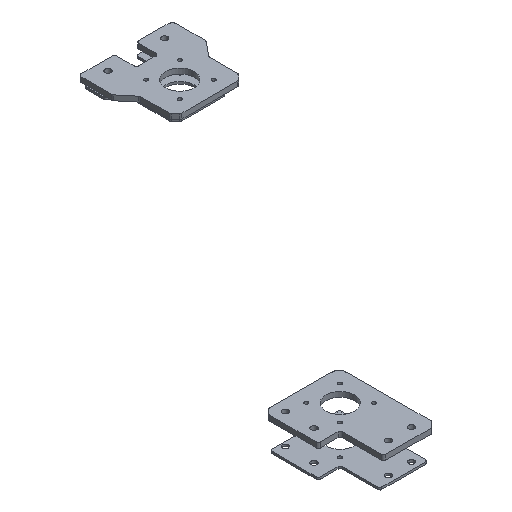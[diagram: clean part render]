
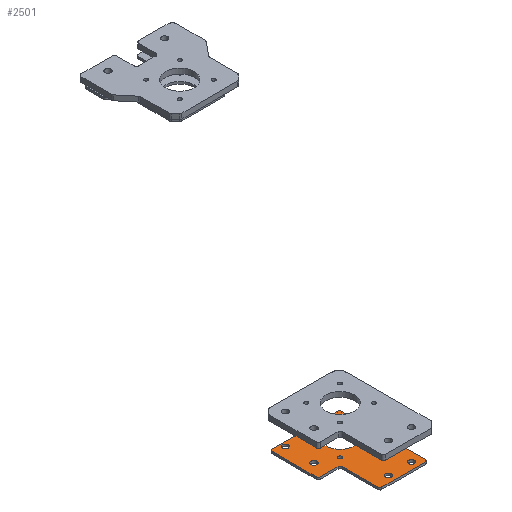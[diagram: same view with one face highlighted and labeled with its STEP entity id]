
A CAD part, isometric view. The second image highlights one B-rep face of the part: STEP entity #2501.
In plain terms, the highlighted planar face has unit normal (0, 0, 1).
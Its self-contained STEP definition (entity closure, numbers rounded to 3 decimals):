
#87=FACE_BOUND('',#409,.T.);
#88=FACE_BOUND('',#410,.T.);
#89=FACE_BOUND('',#411,.T.);
#90=FACE_BOUND('',#412,.T.);
#91=FACE_BOUND('',#413,.T.);
#92=FACE_BOUND('',#414,.T.);
#93=FACE_BOUND('',#415,.T.);
#94=FACE_BOUND('',#416,.T.);
#95=FACE_BOUND('',#417,.T.);
#156=PLANE('',#2759);
#254=FACE_OUTER_BOUND('',#408,.T.);
#408=EDGE_LOOP('',(#2082,#2083,#2084,#2085,#2086,#2087,#2088,#2089,#2090,
#2091,#2092,#2093));
#409=EDGE_LOOP('',(#2094));
#410=EDGE_LOOP('',(#2095));
#411=EDGE_LOOP('',(#2096));
#412=EDGE_LOOP('',(#2097));
#413=EDGE_LOOP('',(#2098));
#414=EDGE_LOOP('',(#2099));
#415=EDGE_LOOP('',(#2100));
#416=EDGE_LOOP('',(#2101));
#417=EDGE_LOOP('',(#2102));
#622=LINE('',#4127,#826);
#625=LINE('',#4133,#829);
#626=LINE('',#4137,#830);
#627=LINE('',#4141,#831);
#628=LINE('',#4145,#832);
#629=LINE('',#4149,#833);
#826=VECTOR('',#3369,10.);
#829=VECTOR('',#3374,10.);
#830=VECTOR('',#3377,10.);
#831=VECTOR('',#3380,10.);
#832=VECTOR('',#3383,10.);
#833=VECTOR('',#3386,10.);
#982=CIRCLE('',#2744,2.65);
#984=CIRCLE('',#2747,2.65);
#986=CIRCLE('',#2750,2.65);
#988=CIRCLE('',#2753,2.65);
#990=CIRCLE('',#2756,2.);
#992=CIRCLE('',#2760,2.);
#993=CIRCLE('',#2761,2.);
#994=CIRCLE('',#2762,2.);
#995=CIRCLE('',#2763,2.);
#996=CIRCLE('',#2764,2.);
#997=CIRCLE('',#2765,1.6);
#998=CIRCLE('',#2766,1.6);
#999=CIRCLE('',#2767,1.6);
#1000=CIRCLE('',#2768,1.6);
#1001=CIRCLE('',#2769,13.);
#1188=VERTEX_POINT('',#4093);
#1190=VERTEX_POINT('',#4099);
#1192=VERTEX_POINT('',#4105);
#1194=VERTEX_POINT('',#4111);
#1196=VERTEX_POINT('',#4117);
#1197=VERTEX_POINT('',#4118);
#1200=VERTEX_POINT('',#4126);
#1202=VERTEX_POINT('',#4132);
#1203=VERTEX_POINT('',#4134);
#1204=VERTEX_POINT('',#4136);
#1205=VERTEX_POINT('',#4138);
#1206=VERTEX_POINT('',#4140);
#1207=VERTEX_POINT('',#4142);
#1208=VERTEX_POINT('',#4144);
#1209=VERTEX_POINT('',#4146);
#1210=VERTEX_POINT('',#4148);
#1211=VERTEX_POINT('',#4151);
#1212=VERTEX_POINT('',#4153);
#1213=VERTEX_POINT('',#4155);
#1214=VERTEX_POINT('',#4157);
#1215=VERTEX_POINT('',#4159);
#1494=EDGE_CURVE('',#1188,#1188,#982,.T.);
#1497=EDGE_CURVE('',#1190,#1190,#984,.T.);
#1500=EDGE_CURVE('',#1192,#1192,#986,.T.);
#1503=EDGE_CURVE('',#1194,#1194,#988,.T.);
#1506=EDGE_CURVE('',#1196,#1197,#990,.T.);
#1510=EDGE_CURVE('',#1200,#1197,#622,.T.);
#1513=EDGE_CURVE('',#1196,#1202,#625,.T.);
#1514=EDGE_CURVE('',#1203,#1202,#992,.T.);
#1515=EDGE_CURVE('',#1204,#1203,#626,.T.);
#1516=EDGE_CURVE('',#1205,#1204,#993,.T.);
#1517=EDGE_CURVE('',#1206,#1205,#627,.T.);
#1518=EDGE_CURVE('',#1207,#1206,#994,.T.);
#1519=EDGE_CURVE('',#1208,#1207,#628,.T.);
#1520=EDGE_CURVE('',#1209,#1208,#995,.T.);
#1521=EDGE_CURVE('',#1210,#1209,#629,.T.);
#1522=EDGE_CURVE('',#1200,#1210,#996,.T.);
#1523=EDGE_CURVE('',#1211,#1211,#997,.T.);
#1524=EDGE_CURVE('',#1212,#1212,#998,.T.);
#1525=EDGE_CURVE('',#1213,#1213,#999,.T.);
#1526=EDGE_CURVE('',#1214,#1214,#1000,.T.);
#1527=EDGE_CURVE('',#1215,#1215,#1001,.T.);
#2082=ORIENTED_EDGE('',*,*,#1506,.F.);
#2083=ORIENTED_EDGE('',*,*,#1513,.T.);
#2084=ORIENTED_EDGE('',*,*,#1514,.F.);
#2085=ORIENTED_EDGE('',*,*,#1515,.F.);
#2086=ORIENTED_EDGE('',*,*,#1516,.F.);
#2087=ORIENTED_EDGE('',*,*,#1517,.F.);
#2088=ORIENTED_EDGE('',*,*,#1518,.F.);
#2089=ORIENTED_EDGE('',*,*,#1519,.F.);
#2090=ORIENTED_EDGE('',*,*,#1520,.F.);
#2091=ORIENTED_EDGE('',*,*,#1521,.F.);
#2092=ORIENTED_EDGE('',*,*,#1522,.F.);
#2093=ORIENTED_EDGE('',*,*,#1510,.T.);
#2094=ORIENTED_EDGE('',*,*,#1494,.T.);
#2095=ORIENTED_EDGE('',*,*,#1497,.T.);
#2096=ORIENTED_EDGE('',*,*,#1500,.T.);
#2097=ORIENTED_EDGE('',*,*,#1503,.T.);
#2098=ORIENTED_EDGE('',*,*,#1523,.F.);
#2099=ORIENTED_EDGE('',*,*,#1524,.F.);
#2100=ORIENTED_EDGE('',*,*,#1525,.F.);
#2101=ORIENTED_EDGE('',*,*,#1526,.F.);
#2102=ORIENTED_EDGE('',*,*,#1527,.F.);
#2501=ADVANCED_FACE('',(#254,#87,#88,#89,#90,#91,#92,#93,#94,#95),#156,
 .F.);
#2744=AXIS2_PLACEMENT_3D('',#4094,#3333,#3334);
#2747=AXIS2_PLACEMENT_3D('',#4100,#3340,#3341);
#2750=AXIS2_PLACEMENT_3D('',#4106,#3347,#3348);
#2753=AXIS2_PLACEMENT_3D('',#4112,#3354,#3355);
#2756=AXIS2_PLACEMENT_3D('',#4119,#3361,#3362);
#2759=AXIS2_PLACEMENT_3D('',#4131,#3372,#3373);
#2760=AXIS2_PLACEMENT_3D('',#4135,#3375,#3376);
#2761=AXIS2_PLACEMENT_3D('',#4139,#3378,#3379);
#2762=AXIS2_PLACEMENT_3D('',#4143,#3381,#3382);
#2763=AXIS2_PLACEMENT_3D('',#4147,#3384,#3385);
#2764=AXIS2_PLACEMENT_3D('',#4150,#3387,#3388);
#2765=AXIS2_PLACEMENT_3D('',#4152,#3389,#3390);
#2766=AXIS2_PLACEMENT_3D('',#4154,#3391,#3392);
#2767=AXIS2_PLACEMENT_3D('',#4156,#3393,#3394);
#2768=AXIS2_PLACEMENT_3D('',#4158,#3395,#3396);
#2769=AXIS2_PLACEMENT_3D('',#4160,#3397,#3398);
#3333=DIRECTION('center_axis',(0.,0.,
-1.));
#3334=DIRECTION('ref_axis',(1.,0.,0.));
#3340=DIRECTION('center_axis',(0.,0.,
-1.));
#3341=DIRECTION('ref_axis',(1.,0.,0.));
#3347=DIRECTION('center_axis',(0.,0.,
-1.));
#3348=DIRECTION('ref_axis',(1.,0.,0.));
#3354=DIRECTION('center_axis',(0.,0.,
-1.));
#3355=DIRECTION('ref_axis',(1.,0.,0.));
#3361=DIRECTION('center_axis',(0.,0.,
-1.));
#3362=DIRECTION('ref_axis',(0.707,0.707,0.));
#3369=DIRECTION('',(0.,1.,0.));
#3372=DIRECTION('center_axis',(0.,0.,
-1.));
#3373=DIRECTION('ref_axis',(-1.,0.,0.));
#3374=DIRECTION('',(-1.,0.,0.));
#3375=DIRECTION('center_axis',(0.,0.,
-1.));
#3376=DIRECTION('ref_axis',(-0.707,0.707,0.));
#3377=DIRECTION('',(0.,1.,0.));
#3378=DIRECTION('center_axis',(0.,0.,
-1.));
#3379=DIRECTION('ref_axis',(-0.707,-0.707,0.));
#3380=DIRECTION('',(-1.,0.,0.));
#3381=DIRECTION('center_axis',(0.,0.,
1.));
#3382=DIRECTION('ref_axis',(0.707,0.707,0.));
#3383=DIRECTION('',(0.,1.,0.));
#3384=DIRECTION('center_axis',(0.,0.,
-1.));
#3385=DIRECTION('ref_axis',(-0.707,-0.707,0.));
#3386=DIRECTION('',(-1.,0.,0.));
#3387=DIRECTION('center_axis',(0.,0.,
-1.));
#3388=DIRECTION('ref_axis',(0.707,-0.707,0.));
#3389=DIRECTION('center_axis',(0.,0.,
1.));
#3390=DIRECTION('ref_axis',(0.,1.,0.));
#3391=DIRECTION('center_axis',(0.,0.,
1.));
#3392=DIRECTION('ref_axis',(0.,1.,0.));
#3393=DIRECTION('center_axis',(0.,0.,
1.));
#3394=DIRECTION('ref_axis',(0.,1.,0.));
#3395=DIRECTION('center_axis',(0.,0.,
1.));
#3396=DIRECTION('ref_axis',(0.,1.,0.));
#3397=DIRECTION('center_axis',(0.,0.,
1.));
#3398=DIRECTION('ref_axis',(0.,1.,0.));
#4093=CARTESIAN_POINT('',(-86.05,-20.,-522.8));
#4094=CARTESIAN_POINT('Origin',(-83.4,-20.,-522.8));
#4099=CARTESIAN_POINT('',(-107.45,-20.,-522.8));
#4100=CARTESIAN_POINT('Origin',(-104.8,-20.,-522.8));
#4105=CARTESIAN_POINT('',(-131.55,50.3,-522.8));
#4106=CARTESIAN_POINT('Origin',(-128.9,50.3,-522.8));
#4111=CARTESIAN_POINT('',(-131.55,24.,-522.8));
#4112=CARTESIAN_POINT('Origin',(-128.9,24.,-522.8));
#4117=CARTESIAN_POINT('',(-77.091,54.3,-522.8));
#4118=CARTESIAN_POINT('',(-75.091,52.3,-522.8));
#4119=CARTESIAN_POINT('Origin',(-77.091,52.3,-522.8));
#4126=CARTESIAN_POINT('',(-75.091,-24.331,-522.8));
#4127=CARTESIAN_POINT('',(-75.091,2.068,-522.8));
#4131=CARTESIAN_POINT('Origin',(-104.15,14.984,-522.8));
#4132=CARTESIAN_POINT('',(-136.9,54.3,-522.8));
#4133=CARTESIAN_POINT('',(-123.15,54.3,-522.8));
#4134=CARTESIAN_POINT('',(-138.9,52.3,-522.8));
#4135=CARTESIAN_POINT('Origin',(-136.9,52.3,-522.8));
#4136=CARTESIAN_POINT('',(-138.9,12.,-522.8));
#4137=CARTESIAN_POINT('',(-138.9,8.942,-522.8));
#4138=CARTESIAN_POINT('',(-136.9,10.,-522.8));
#4139=CARTESIAN_POINT('Origin',(-136.9,12.,-522.8));
#4140=CARTESIAN_POINT('',(-120.8,10.,-522.8));
#4141=CARTESIAN_POINT('',(-121.525,10.,-522.8));
#4142=CARTESIAN_POINT('',(-118.8,8.,-522.8));
#4143=CARTESIAN_POINT('Origin',(-120.8,8.,-522.8));
#4144=CARTESIAN_POINT('',(-118.8,-24.331,-522.8));
#4145=CARTESIAN_POINT('',(-118.8,12.492,-522.8));
#4146=CARTESIAN_POINT('',(-116.8,-26.331,-522.8));
#4147=CARTESIAN_POINT('Origin',(-116.8,-24.331,-522.8));
#4148=CARTESIAN_POINT('',(-77.091,-26.331,-522.8));
#4149=CARTESIAN_POINT('',(-121.525,-26.331,-522.8));
#4150=CARTESIAN_POINT('Origin',(-77.091,-24.331,-522.8));
#4151=CARTESIAN_POINT('',(-112.4,45.8,-522.8));
#4152=CARTESIAN_POINT('Origin',(-112.4,47.4,-522.8));
#4153=CARTESIAN_POINT('',(-81.4,45.8,-522.8));
#4154=CARTESIAN_POINT('Origin',(-81.4,47.4,-522.8));
#4155=CARTESIAN_POINT('',(-81.4,14.8,-522.8));
#4156=CARTESIAN_POINT('Origin',(-81.4,16.4,-522.8));
#4157=CARTESIAN_POINT('',(-112.4,14.8,-522.8));
#4158=CARTESIAN_POINT('Origin',(-112.4,16.4,-522.8));
#4159=CARTESIAN_POINT('',(-96.9,18.9,-522.8));
#4160=CARTESIAN_POINT('Origin',(-96.9,31.9,-522.8));
